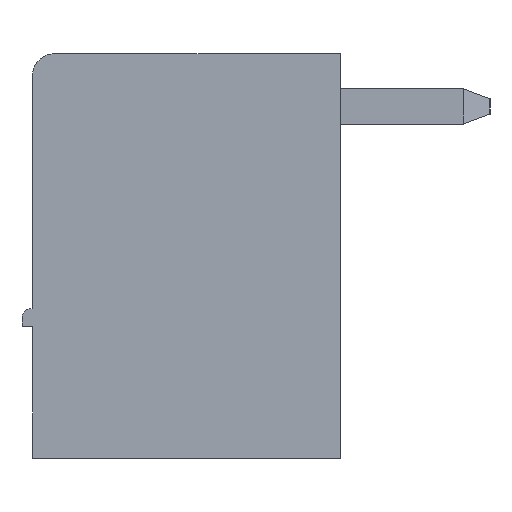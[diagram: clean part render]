
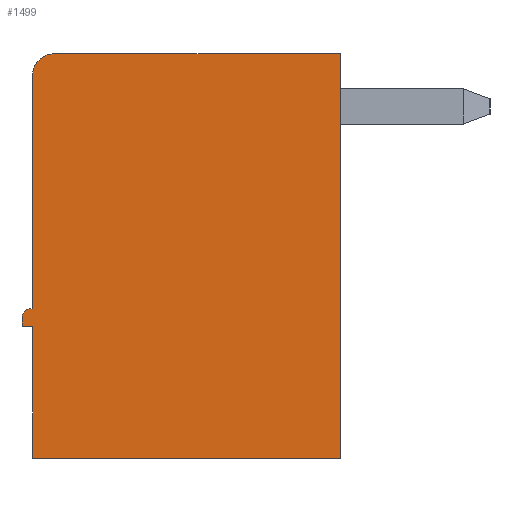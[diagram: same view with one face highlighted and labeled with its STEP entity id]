
A CAD part, left-side view. The second image highlights one B-rep face of the part: STEP entity #1499.
In plain terms, the highlighted planar face has unit normal (-1, 0, 0).
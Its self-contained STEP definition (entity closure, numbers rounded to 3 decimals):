
#237=CIRCLE('',#14152,0.2);
#238=CIRCLE('',#14153,0.5);
#805=FACE_OUTER_BOUND('',#2954,.T.);
#1499=ADVANCED_FACE('',(#805),#2164,.T.);
#2164=PLANE('',#14154);
#2954=EDGE_LOOP('',(#6173,#6174,#6175,#6176,#6177,#6178,#6179,#6180,#6181,
#6182));
#6173=ORIENTED_EDGE('',*,*,#9712,.F.);
#6174=ORIENTED_EDGE('',*,*,#9713,.F.);
#6175=ORIENTED_EDGE('',*,*,#9714,.F.);
#6176=ORIENTED_EDGE('',*,*,#9715,.F.);
#6177=ORIENTED_EDGE('',*,*,#9716,.F.);
#6178=ORIENTED_EDGE('',*,*,#9717,.F.);
#6179=ORIENTED_EDGE('',*,*,#9718,.F.);
#6180=ORIENTED_EDGE('',*,*,#8326,.F.);
#6181=ORIENTED_EDGE('',*,*,#9719,.F.);
#6182=ORIENTED_EDGE('',*,*,#9720,.F.);
#7094=VERTEX_POINT('',#18115);
#7096=VERTEX_POINT('',#18119);
#7942=VERTEX_POINT('',#20992);
#7943=VERTEX_POINT('',#20993);
#7944=VERTEX_POINT('',#20995);
#7945=VERTEX_POINT('',#20997);
#7946=VERTEX_POINT('',#20999);
#7947=VERTEX_POINT('',#21001);
#7948=VERTEX_POINT('',#21003);
#7949=VERTEX_POINT('',#21006);
#8326=EDGE_CURVE('',#7096,#7094,#10207,.T.);
#9712=EDGE_CURVE('',#7942,#7943,#11499,.T.);
#9713=EDGE_CURVE('',#7944,#7942,#11500,.T.);
#9714=EDGE_CURVE('',#7945,#7944,#237,.T.);
#9715=EDGE_CURVE('',#7946,#7945,#11501,.T.);
#9716=EDGE_CURVE('',#7947,#7946,#11502,.T.);
#9717=EDGE_CURVE('',#7948,#7947,#11503,.T.);
#9718=EDGE_CURVE('',#7094,#7948,#11504,.T.);
#9719=EDGE_CURVE('',#7949,#7096,#11505,.T.);
#9720=EDGE_CURVE('',#7943,#7949,#238,.T.);
#10207=LINE('',#18120,#11979);
#11499=LINE('',#20991,#13271);
#11500=LINE('',#20994,#13272);
#11501=LINE('',#20998,#13273);
#11502=LINE('',#21000,#13274);
#11503=LINE('',#21002,#13275);
#11504=LINE('',#21004,#13276);
#11505=LINE('',#21005,#13277);
#11979=VECTOR('',#14536,1.);
#13271=VECTOR('',#17120,1.);
#13272=VECTOR('',#17121,1.);
#13273=VECTOR('',#17124,1.);
#13274=VECTOR('',#17125,1.);
#13275=VECTOR('',#17126,1.);
#13276=VECTOR('',#17127,1.);
#13277=VECTOR('',#17128,1.);
#14152=AXIS2_PLACEMENT_3D('',#20996,#17122,#17123);
#14153=AXIS2_PLACEMENT_3D('',#21007,#17129,#17130);
#14154=AXIS2_PLACEMENT_3D('',#21008,#17131,#17132);
#14536=DIRECTION('',(0.,0.,-1.));
#17120=DIRECTION('',(0.,0.,1.));
#17121=DIRECTION('',(0.,-1.,0.));
#17122=DIRECTION('',(1.,0.,0.));
#17123=DIRECTION('',(0.,1.,0.));
#17124=DIRECTION('',(0.,0.,1.));
#17125=DIRECTION('',(0.,1.,0.));
#17126=DIRECTION('',(0.,0.,1.));
#17127=DIRECTION('',(0.,1.,0.));
#17128=DIRECTION('',(0.,-1.,0.));
#17129=DIRECTION('',(1.,0.,0.));
#17130=DIRECTION('',(0.,1.,0.));
#17131=DIRECTION('',(-1.,0.,0.));
#17132=DIRECTION('',(0.,0.,1.));
#18115=CARTESIAN_POINT('',(-7.83,0.05,44.8));
#18119=CARTESIAN_POINT('',(-7.83,0.05,54.));
#18120=CARTESIAN_POINT('',(-7.83,0.05,54.));
#20991=CARTESIAN_POINT('',(-7.83,7.05,48.2));
#20992=CARTESIAN_POINT('',(-7.83,7.05,48.2));
#20993=CARTESIAN_POINT('',(-7.83,7.05,53.5));
#20994=CARTESIAN_POINT('',(-7.83,7.09,48.2));
#20995=CARTESIAN_POINT('',(-7.83,7.09,48.2));
#20996=CARTESIAN_POINT('',(-7.83,7.09,48.));
#20997=CARTESIAN_POINT('',(-7.83,7.29,48.));
#20998=CARTESIAN_POINT('',(-7.83,7.29,47.8));
#20999=CARTESIAN_POINT('',(-7.83,7.29,47.8));
#21000=CARTESIAN_POINT('',(-7.83,7.05,47.8));
#21001=CARTESIAN_POINT('',(-7.83,7.05,47.8));
#21002=CARTESIAN_POINT('',(-7.83,7.05,44.8));
#21003=CARTESIAN_POINT('',(-7.83,7.05,44.8));
#21004=CARTESIAN_POINT('',(-7.83,0.05,44.8));
#21005=CARTESIAN_POINT('',(-7.83,6.55,54.));
#21006=CARTESIAN_POINT('',(-7.83,6.55,54.));
#21007=CARTESIAN_POINT('',(-7.83,6.55,53.5));
#21008=CARTESIAN_POINT('',(-7.83,3.55,44.8));
